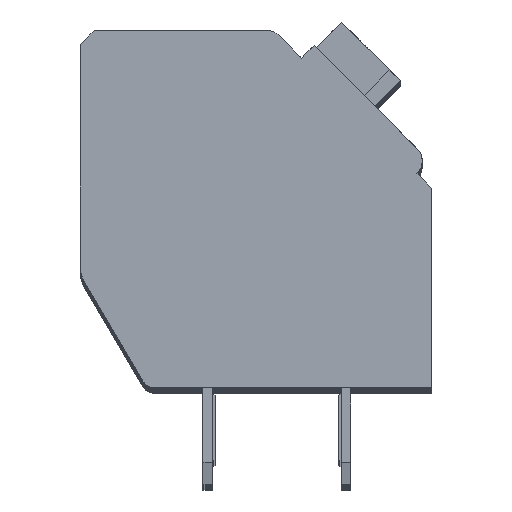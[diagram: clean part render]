
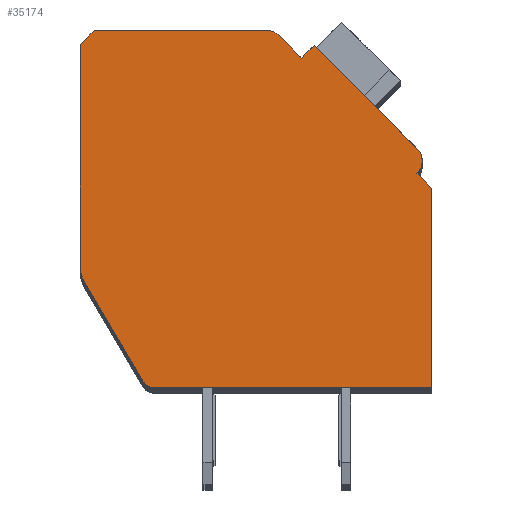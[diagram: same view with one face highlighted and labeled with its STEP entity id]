
A CAD part, top view. The second image highlights one B-rep face of the part: STEP entity #35174.
In plain terms, the highlighted planar face has unit normal (0, 0, 1).
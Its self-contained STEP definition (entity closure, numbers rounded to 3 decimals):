
#1281=DIRECTION('',(0.,-1.,0.));
#1282=VECTOR('',#1281,8.053);
#1283=CARTESIAN_POINT('',(-12.7,12.4,2.1));
#1284=LINE('',#1283,#1282);
#1285=DIRECTION('',(-0.707,-0.707,0.));
#1286=VECTOR('',#1285,0.707);
#1287=CARTESIAN_POINT('',(-12.2,12.9,2.1));
#1288=LINE('',#1287,#1286);
#1289=DIRECTION('',(-1.,0.,0.));
#1290=VECTOR('',#1289,6.298);
#1291=CARTESIAN_POINT('',(-5.902,12.9,2.1));
#1292=LINE('',#1291,#1290);
#1293=CARTESIAN_POINT('',(-5.902,12.4,2.1));
#1294=DIRECTION('',(0.,0.,1.));
#1295=DIRECTION('',(0.707,0.707,0.));
#1296=AXIS2_PLACEMENT_3D('',#1293,#1294,#1295);
#1298=DIRECTION('',(-0.707,0.707,0.));
#1299=VECTOR('',#1298,1.197);
#1300=CARTESIAN_POINT('',(-4.702,11.907,2.1));
#1301=LINE('',#1300,#1299);
#1302=DIRECTION('',(-0.707,-0.707,0.));
#1303=VECTOR('',#1302,0.65);
#1304=CARTESIAN_POINT('',(-4.243,12.367,2.1));
#1305=LINE('',#1304,#1303);
#1306=DIRECTION('',(-0.707,0.707,0.));
#1307=VECTOR('',#1306,5.25);
#1308=CARTESIAN_POINT('',(-0.53,8.655,2.1));
#1309=LINE('',#1308,#1307);
#1310=CARTESIAN_POINT('',(-0.99,8.195,2.1));
#1311=DIRECTION('',(0.,0.,1.));
#1312=DIRECTION('',(0.707,-0.707,0.));
#1313=AXIS2_PLACEMENT_3D('',#1310,#1311,#1312);
#1315=DIRECTION('',(-0.707,0.707,0.));
#1316=VECTOR('',#1315,0.75);
#1317=CARTESIAN_POINT('',(0.,7.205,2.1));
#1318=LINE('',#1317,#1316);
#1319=DIRECTION('',(0.,1.,0.));
#1320=VECTOR('',#1319,7.205);
#1321=CARTESIAN_POINT('',(0.,0.,2.1));
#1322=LINE('',#1321,#1320);
#1323=DIRECTION('',(1.,0.,0.));
#1324=VECTOR('',#1323,10.014);
#1325=CARTESIAN_POINT('',(-10.014,0.,2.1));
#1326=LINE('',#1325,#1324);
#1327=CARTESIAN_POINT('',(-10.014,0.5,2.1));
#1328=DIRECTION('',(0.,0.,1.));
#1329=DIRECTION('',(-0.862,-0.508,0.));
#1330=AXIS2_PLACEMENT_3D('',#1327,#1328,#1329);
#1332=DIRECTION('',(0.508,-0.862,0.));
#1333=VECTOR('',#1332,4.17);
#1334=CARTESIAN_POINT('',(-12.562,3.839,2.1));
#1335=LINE('',#1334,#1333);
#1336=CARTESIAN_POINT('',(-11.7,4.347,2.1));
#1337=DIRECTION('',(0.,0.,1.));
#1338=DIRECTION('',(-1.,0.,0.));
#1339=AXIS2_PLACEMENT_3D('',#1336,#1337,#1338);
#25937=CARTESIAN_POINT('',(-12.7,12.4,2.1));
#25938=CARTESIAN_POINT('',(-12.7,4.347,2.1));
#25939=VERTEX_POINT('',#25937);
#25940=VERTEX_POINT('',#25938);
#25941=CARTESIAN_POINT('',(-12.562,3.839,2.1));
#25942=VERTEX_POINT('',#25941);
#25943=CARTESIAN_POINT('',(-10.445,0.246,2.1));
#25944=VERTEX_POINT('',#25943);
#25945=CARTESIAN_POINT('',(-10.014,0.,2.1));
#25946=VERTEX_POINT('',#25945);
#25947=CARTESIAN_POINT('',(0.,0.,2.1));
#25948=VERTEX_POINT('',#25947);
#25949=CARTESIAN_POINT('',(0.,7.205,2.1));
#25950=VERTEX_POINT('',#25949);
#25951=CARTESIAN_POINT('',(-0.53,7.735,2.1));
#25952=VERTEX_POINT('',#25951);
#25953=CARTESIAN_POINT('',(-0.53,8.655,2.1));
#25954=VERTEX_POINT('',#25953);
#25955=CARTESIAN_POINT('',(-4.243,12.367,2.1));
#25956=VERTEX_POINT('',#25955);
#25957=CARTESIAN_POINT('',(-4.702,11.907,2.1));
#25958=VERTEX_POINT('',#25957);
#25959=CARTESIAN_POINT('',(-5.548,12.754,2.1));
#25960=VERTEX_POINT('',#25959);
#25961=CARTESIAN_POINT('',(-5.902,12.9,2.1));
#25962=VERTEX_POINT('',#25961);
#25963=CARTESIAN_POINT('',(-12.2,12.9,2.1));
#25964=VERTEX_POINT('',#25963);
#35142=CARTESIAN_POINT('',(0.,0.,2.1));
#35143=DIRECTION('',(0.,0.,1.));
#35144=DIRECTION('',(1.,0.,0.));
#35145=AXIS2_PLACEMENT_3D('',#35142,#35143,#35144);
#35146=PLANE('',#35145);
#35147=ORIENTED_EDGE('',*,*,#33981,.F.);
#35149=ORIENTED_EDGE('',*,*,#35148,.F.);
#35151=ORIENTED_EDGE('',*,*,#35150,.F.);
#35153=ORIENTED_EDGE('',*,*,#35152,.F.);
#35155=ORIENTED_EDGE('',*,*,#35154,.F.);
#35157=ORIENTED_EDGE('',*,*,#35156,.F.);
#35159=ORIENTED_EDGE('',*,*,#35158,.F.);
#35161=ORIENTED_EDGE('',*,*,#35160,.F.);
#35163=ORIENTED_EDGE('',*,*,#35162,.F.);
#35165=ORIENTED_EDGE('',*,*,#35164,.F.);
#35167=ORIENTED_EDGE('',*,*,#35166,.F.);
#35169=ORIENTED_EDGE('',*,*,#35168,.F.);
#35170=ORIENTED_EDGE('',*,*,#34593,.F.);
#35171=ORIENTED_EDGE('',*,*,#34201,.F.);
#35172=EDGE_LOOP('',(#35147,#35149,#35151,#35153,#35155,#35157,#35159,#35161,
#35163,#35165,#35167,#35169,#35170,#35171));
#35173=FACE_OUTER_BOUND('',#35172,.F.);
#1297=CIRCLE('',#1296,0.5);
#1314=CIRCLE('',#1313,0.65);
#1331=CIRCLE('',#1330,0.5);
#1340=CIRCLE('',#1339,1.);
#33981=EDGE_CURVE('',#25939,#25940,#1284,.T.);
#34201=EDGE_CURVE('',#25940,#25942,#1340,.T.);
#34593=EDGE_CURVE('',#25942,#25944,#1335,.T.);
#35148=EDGE_CURVE('',#25964,#25939,#1288,.T.);
#35150=EDGE_CURVE('',#25962,#25964,#1292,.T.);
#35152=EDGE_CURVE('',#25960,#25962,#1297,.T.);
#35154=EDGE_CURVE('',#25958,#25960,#1301,.T.);
#35156=EDGE_CURVE('',#25956,#25958,#1305,.T.);
#35158=EDGE_CURVE('',#25954,#25956,#1309,.T.);
#35160=EDGE_CURVE('',#25952,#25954,#1314,.T.);
#35162=EDGE_CURVE('',#25950,#25952,#1318,.T.);
#35164=EDGE_CURVE('',#25948,#25950,#1322,.T.);
#35166=EDGE_CURVE('',#25946,#25948,#1326,.T.);
#35168=EDGE_CURVE('',#25944,#25946,#1331,.T.);
#35174=ADVANCED_FACE('',(#35173),#35146,.T.);
